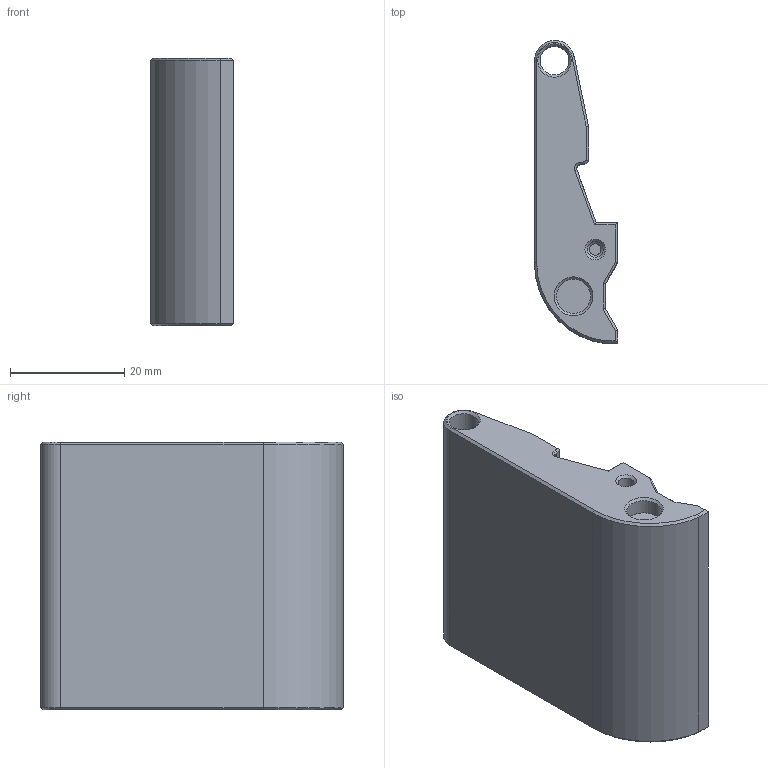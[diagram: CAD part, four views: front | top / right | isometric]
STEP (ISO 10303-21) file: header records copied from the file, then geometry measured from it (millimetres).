
FILE_DESCRIPTION(/* description */ (''),/* implementation_level */ '2;1');
FILE_NAME(/* name */ 'mini_fridge_handle.step',/* time_stamp */ '2023-11-14T13:11:22-08:00',/* author */ (''),/* organization */ (''),/* preprocessor_version */ 'ST-DEVELOPER v20',/* originating_system */ 'Autodesk Translation Framework v12.14.0.127',/* authorisation */ '');
FILE_SCHEMA (('AUTOMOTIVE_DESIGN { 1 0 10303 214 3 1 1 }'));
Length unit declared in the file: millimetre
Products named in the file (1): (Unsaved)
Bounding box: 14.55 x 53.04 x 46.89 mm (x, y, z)
Volume: 22171.3 mm3; surface area: 8022.3 mm2
Topology: 1 solids, 1 shells, 101 faces, 240 edges, 145 vertices
Faces by surface type: plane 67, cone 19, cylinder 15
Full cylindrical faces by diameter (mm): 2.8 x2, 5.05 x1, 6 x6
Entity records: 2929 total; most frequent: CARTESIAN_POINT 537, DIRECTION 499, ORIENTED_EDGE 480, EDGE_CURVE 240, AXIS2_PLACEMENT_3D 169, LINE 161, VECTOR 161, VERTEX_POINT 145
